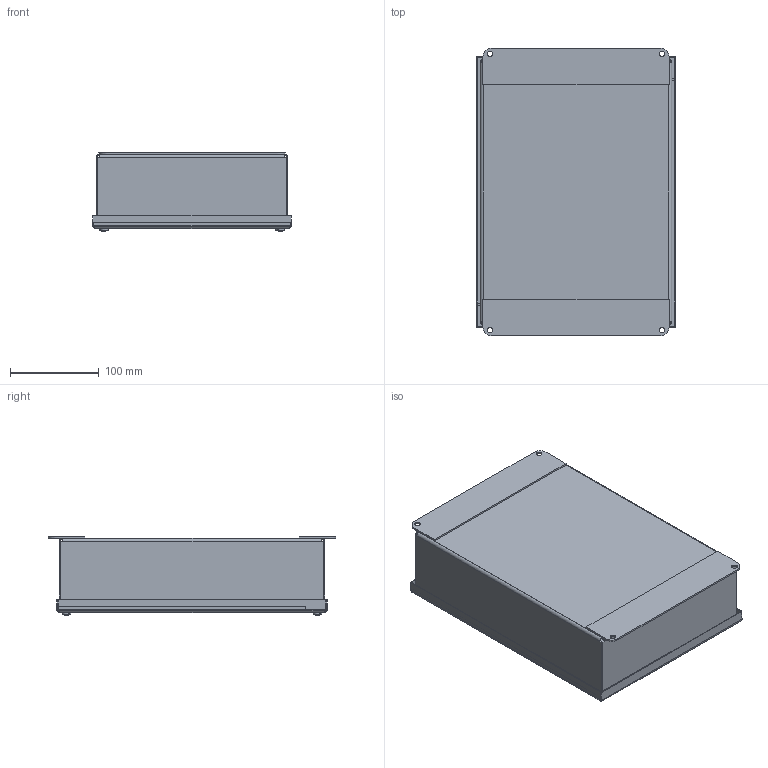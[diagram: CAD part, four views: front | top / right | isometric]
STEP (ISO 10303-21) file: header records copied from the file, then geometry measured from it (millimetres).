
FILE_DESCRIPTION(/* description */ ('LID, PBSS12A, 11.75 X 8.5'),/* implementation_level */ '2;1');
FILE_NAME(/* name */ 'PBSS12A.stp',/* time_stamp */ '2017-01-30T22:58:35+05:00',/* author */ ('mgunasekar'),/* organization */ (''),/* preprocessor_version */ 'ST-DEVELOPER v16.1',/* originating_system */ 'Autodesk Inventor 2016',/* authorisation */ '');
FILE_SCHEMA (('AUTOMOTIVE_DESIGN { 1 0 10303 214 3 1 1 }'));
Length unit declared in the file: inch
Products named in the file (13): PBSS12ALID; 37210; 39077; PBSS12ABKP; 34984; 38832; 32811; 3694; 31817; 3185; 348122; 316245; PBSS12A
Assembly tree (25 placements, depth 2):
  PBSS12A
    PBSS12ALID
    37210  x4
    39077  x4
    PBSS12ABKP
    34984  x4
    38832  x2
    32811  x2
    3694
    31817
    3185
    348122  x2
    316245  x2
Bounding box: 223.84 x 323.85 x 88.41 mm (x, y, z)
Volume: 363086.2 mm3; surface area: 533282.5 mm2
Topology: 25 solids, 27 shells, 841 faces, 2174 edges, 1394 vertices
Faces by surface type: plane 553, cylinder 180, cone 56, torus 30, bspline 14, sphere 8
Full cylindrical faces by diameter (mm): 3.175 x1, 3.378 x2, 3.556 x2, 3.962 x4, 4.255 x4, 4.826 x4, 4.978 x4, 6.299 x4, 6.35 x7, 6.528 x4, 7.061 x4, 7.137 x4, 7.95 x4, 10.312 x4, 11.506 x4
Entity records: 17885 total; most frequent: CARTESIAN_POINT 3487, DIRECTION 2815, ORIENTED_EDGE 2814, EDGE_CURVE 1407, LINE 1043, VECTOR 1043, VERTEX_POINT 916, AXIS2_PLACEMENT_3D 886
